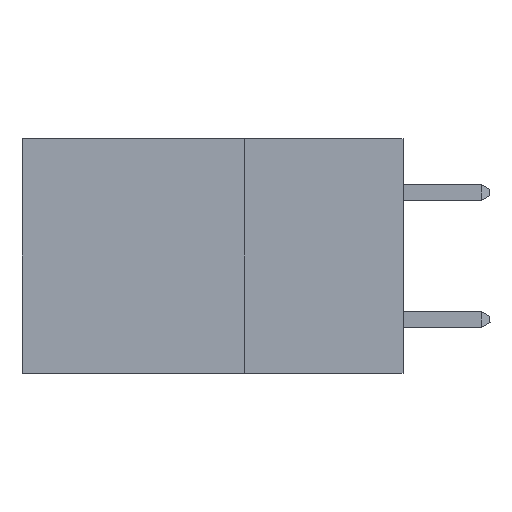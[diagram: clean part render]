
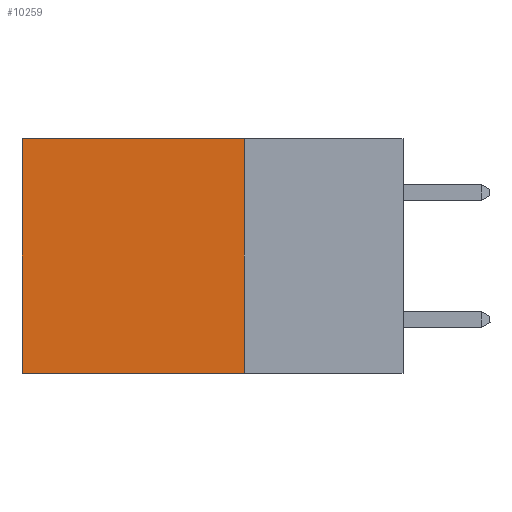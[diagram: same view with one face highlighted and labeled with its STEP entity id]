
A CAD part, left-side view. The second image highlights one B-rep face of the part: STEP entity #10259.
In plain terms, the highlighted planar face has unit normal (-1, 0, 0).
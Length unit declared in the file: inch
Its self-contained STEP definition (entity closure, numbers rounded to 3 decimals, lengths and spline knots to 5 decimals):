
#1315 = VERTEX_POINT ( 'NONE', #12505 ) ;
#2816 = ORIENTED_EDGE ( 'NONE', *, *, #5105, .F. ) ;
#3871 = AXIS2_PLACEMENT_3D ( 'NONE', #26621, #13804, #7057 ) ;
#4211 = ORIENTED_EDGE ( 'NONE', *, *, #14599, .T. ) ;
#5037 = VECTOR ( 'NONE', #16276, 39.37008 ) ;
#5105 = EDGE_CURVE ( 'NONE', #13039, #24617, #8430, .T. ) ;
#5840 = EDGE_CURVE ( 'NONE', #12879, #24617, #10727, .T. ) ;
#6147 = VECTOR ( 'NONE', #9512, 39.37008 ) ;
#7057 = DIRECTION ( 'NONE',  ( 0., 0., -1. ) ) ;
#7793 = ORIENTED_EDGE ( 'NONE', *, *, #5840, .T. ) ;
#8430 = LINE ( 'NONE', #14198, #21497 ) ;
#8433 = VECTOR ( 'NONE', #17386, 39.37008 ) ;
#9512 = DIRECTION ( 'NONE',  ( 0., 0., -1. ) ) ;
#9727 = CARTESIAN_POINT ( 'NONE',  ( 0.2875, 0.25, -0.37 ) ) ;
#9787 = LINE ( 'NONE', #13110, #8433 ) ;
#10259 = ADVANCED_FACE ( 'NONE', ( #16358 ), #15772, .F. ) ;
#10603 = CARTESIAN_POINT ( 'NONE',  ( 0.2875, 0.6, -0.37 ) ) ;
#10727 = LINE ( 'NONE', #18356, #5037 ) ;
#11555 = CARTESIAN_POINT ( 'NONE',  ( 0.2875, 0.25, 0. ) ) ;
#12505 = CARTESIAN_POINT ( 'NONE',  ( 0.2875, 0.25, 0. ) ) ;
#12879 = VERTEX_POINT ( 'NONE', #24045 ) ;
#13039 = VERTEX_POINT ( 'NONE', #9727 ) ;
#13110 = CARTESIAN_POINT ( 'NONE',  ( 0.2875, 0.25, 0. ) ) ;
#13537 = EDGE_CURVE ( 'NONE', #1315, #13039, #17912, .T. ) ;
#13804 = DIRECTION ( 'NONE',  ( 1., 0., 0. ) ) ;
#14198 = CARTESIAN_POINT ( 'NONE',  ( 0.2875, 0.25, -0.37 ) ) ;
#14599 = EDGE_CURVE ( 'NONE', #1315, #12879, #9787, .T. ) ;
#15772 = PLANE ( 'NONE',  #3871 ) ;
#16276 = DIRECTION ( 'NONE',  ( 0., 0., -1. ) ) ;
#16358 = FACE_OUTER_BOUND ( 'NONE', #24544, .T. ) ;
#17386 = DIRECTION ( 'NONE',  ( 0., 1., 0. ) ) ;
#17912 = LINE ( 'NONE', #11555, #6147 ) ;
#18356 = CARTESIAN_POINT ( 'NONE',  ( 0.2875, 0.6, 0. ) ) ;
#21127 = ORIENTED_EDGE ( 'NONE', *, *, #13537, .F. ) ;
#21497 = VECTOR ( 'NONE', #25261, 39.37008 ) ;
#24045 = CARTESIAN_POINT ( 'NONE',  ( 0.2875, 0.6, 0. ) ) ;
#24544 = EDGE_LOOP ( 'NONE', ( #7793, #2816, #21127, #4211 ) ) ;
#24617 = VERTEX_POINT ( 'NONE', #10603 ) ;
#25261 = DIRECTION ( 'NONE',  ( 0., 1., 0. ) ) ;
#26621 = CARTESIAN_POINT ( 'NONE',  ( 0.2875, 0.25, 0. ) ) ;
